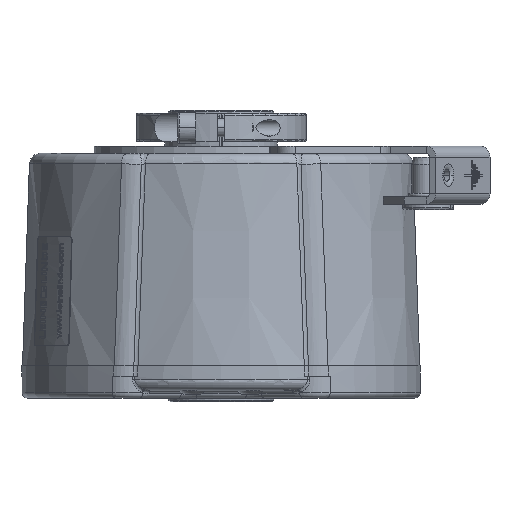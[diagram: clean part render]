
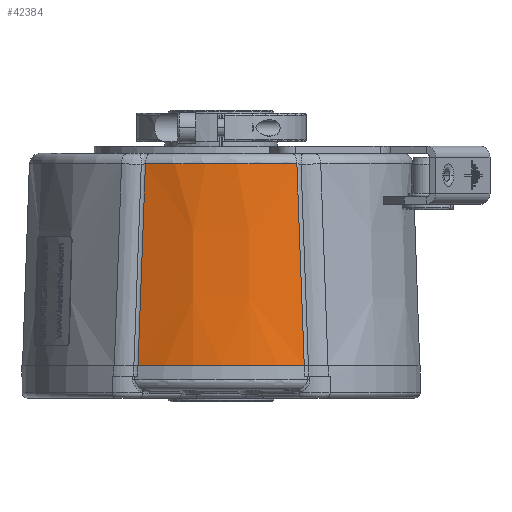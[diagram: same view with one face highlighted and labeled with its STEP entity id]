
A CAD part, front view. The second image highlights one B-rep face of the part: STEP entity #42384.
In plain terms, the highlighted conical face has half-angle 2 degrees and reference radius 51.889 mm.
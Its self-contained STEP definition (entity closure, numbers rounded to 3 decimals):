
#7634=CARTESIAN_POINT('',(0.,0.,-47.2));
#7635=DIRECTION('',(0.,0.,1.));
#7636=DIRECTION('',(-0.434,-0.901,0.));
#7637=AXIS2_PLACEMENT_3D('',#7634,#7635,#7636);
#7639=CARTESIAN_POINT('',(-22.935,-47.626,-47.2));
#7640=CARTESIAN_POINT('',(-22.701,-47.49,
-40.782));
#7641=CARTESIAN_POINT('',(-22.238,-47.22,
-28.106));
#7642=CARTESIAN_POINT('',(-21.557,-46.822,
-9.542));
#7643=CARTESIAN_POINT('',(-21.113,-46.563,
2.479));
#7644=CARTESIAN_POINT('',(-20.894,-46.434,
8.405));
#7646=CARTESIAN_POINT('',(0.,0.,8.405));
#7647=DIRECTION('',(0.,0.,1.));
#7648=DIRECTION('',(-0.41,-0.912,0.));
#7649=AXIS2_PLACEMENT_3D('',#7646,#7647,#7648);
#7651=CARTESIAN_POINT('',(20.894,-46.434,8.405));
#7652=CARTESIAN_POINT('',(21.113,-46.562,2.485));
#7653=CARTESIAN_POINT('',(21.557,-46.821,
-9.526));
#7654=CARTESIAN_POINT('',(22.239,-47.22,
-28.108));
#7655=CARTESIAN_POINT('',(22.701,-47.49,
-40.783));
#7656=CARTESIAN_POINT('',(22.935,-47.626,-47.2));
#7686=CARTESIAN_POINT('',(-20.894,-46.434,
8.405));
#28325=VERTEX_POINT('',#7686);
#28326=CARTESIAN_POINT('',(20.894,-46.434,
8.405));
#28327=VERTEX_POINT('',#28326);
#28901=CARTESIAN_POINT('',(-22.935,-47.626,-47.2));
#28902=CARTESIAN_POINT('',(22.935,-47.626,-47.2));
#28903=VERTEX_POINT('',#28901);
#28904=VERTEX_POINT('',#28902);
#42371=CARTESIAN_POINT('',(0.,0.,-19.398));
#42372=DIRECTION('',(0.,0.,-1.));
#42373=DIRECTION('',(-1.,0.,0.));
#42374=AXIS2_PLACEMENT_3D('',#42371,#42372,#42373);
#42375=CONICAL_SURFACE('',#42374,51.889,2.);
#42376=ORIENTED_EDGE('',*,*,#41083,.F.);
#42378=ORIENTED_EDGE('',*,*,#42377,.T.);
#42380=ORIENTED_EDGE('',*,*,#42379,.T.);
#42381=ORIENTED_EDGE('',*,*,#42363,.T.);
#42382=EDGE_LOOP('',(#42376,#42378,#42380,#42381));
#42383=FACE_OUTER_BOUND('',#42382,.F.);
#7638=CIRCLE('',#7637,52.86);
#7645=B_SPLINE_CURVE_WITH_KNOTS('',3,(#7639,#7640,#7641,#7642,#7643,#7644),
.UNSPECIFIED.,.F.,.F.,(4,1,1,4),(0.,0.333,0.667,1.),
.UNSPECIFIED.);
#7650=CIRCLE('',#7649,50.919);
#7657=B_SPLINE_CURVE_WITH_KNOTS('',3,(#7651,#7652,#7653,#7654,#7655,#7656),
.UNSPECIFIED.,.F.,.F.,(4,1,1,4),(0.,0.333,0.667,1.),
.UNSPECIFIED.);
#41083=EDGE_CURVE('',#28903,#28904,#7638,.T.);
#42363=EDGE_CURVE('',#28327,#28904,#7657,.T.);
#42377=EDGE_CURVE('',#28903,#28325,#7645,.T.);
#42379=EDGE_CURVE('',#28325,#28327,#7650,.T.);
#42384=ADVANCED_FACE('',(#42383),#42375,.T.);
